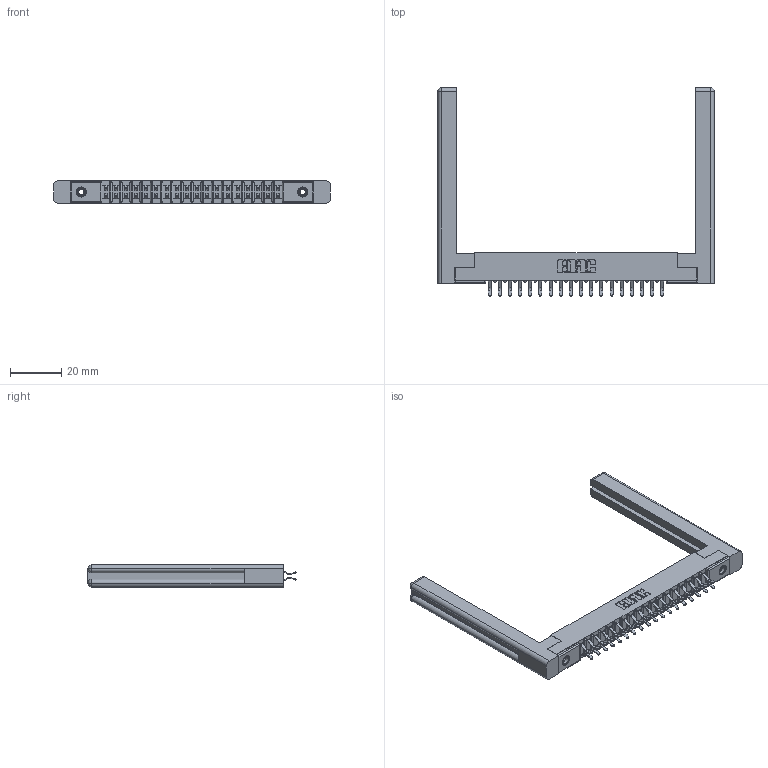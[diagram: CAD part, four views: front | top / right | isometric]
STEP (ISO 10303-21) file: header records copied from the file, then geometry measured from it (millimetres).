
FILE_DESCRIPTION (( 'STEP AP203' ), '1' );
FILE_NAME ('357-036-556-258.STEP', '2019-09-18T03:36:38', ( '' ), ( '' ), 'SwSTEP 2.0', 'SolidWorks 2016', '' );
FILE_SCHEMA (( 'CONFIG_CONTROL_DESIGN' ));
Length unit declared in the file: inch
Products named in the file (5): 345-250-001_345-250-001-102; 307-220-058; 357-036-556-258; 307-290-001_556; 307 Part_.156 Dia Mounting Holes
Assembly tree (41 placements, depth 2):
  357-036-556-258
    307 Part_.156 Dia Mounting Holes
    307-290-001_556  x36
    307-220-058  x2
    345-250-001_345-250-001-102  x2
Bounding box: 107.95 x 81.28 x 8.71 mm (x, y, z)
Volume: 14741.6 mm3; surface area: 17305.8 mm2
Topology: 41 solids, 41 shells, 2079 faces, 5789 edges, 3746 vertices
Faces by surface type: plane 1342, cylinder 675, sphere 38, torus 12, cone 12
Entity records: 21703 total; most frequent: CARTESIAN_POINT 3577, ORIENTED_EDGE 3484, DIRECTION 3472, EDGE_CURVE 1742, LINE 1322, VECTOR 1322, VERTEX_POINT 1126, AXIS2_PLACEMENT_3D 1075
